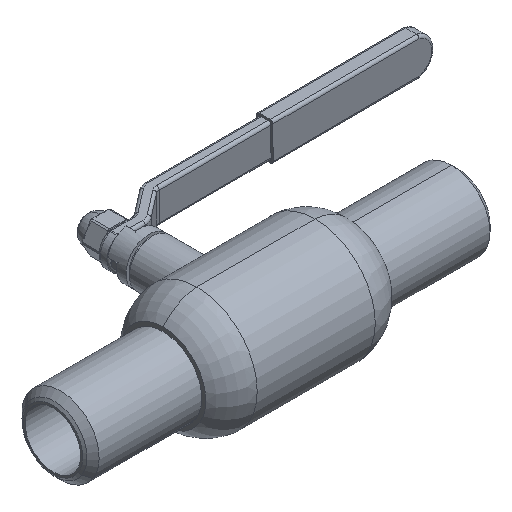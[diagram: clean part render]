
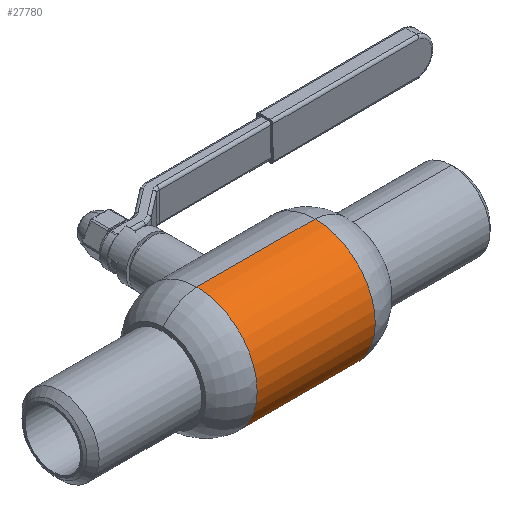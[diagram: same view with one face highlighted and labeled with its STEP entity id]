
A CAD part, isometric view. The second image highlights one B-rep face of the part: STEP entity #27780.
In plain terms, the highlighted cylindrical face has radius 44.5 mm (diameter 89 mm), a partial arc.
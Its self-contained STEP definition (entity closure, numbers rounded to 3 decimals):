
#1584 = AXIS2_PLACEMENT_3D ( 'NONE', #31935, #13769, #21417 ) ;
#2008 = CARTESIAN_POINT ( 'NONE',  ( -43.6, 0., -44.5 ) ) ;
#2237 = CARTESIAN_POINT ( 'NONE',  ( 43.6, 0., -44.5 ) ) ;
#2477 = LINE ( 'NONE', #18274, #4641 ) ;
#3592 = VERTEX_POINT ( 'NONE', #12912 ) ;
#4264 = CARTESIAN_POINT ( 'NONE',  ( 0., 0., 0. ) ) ;
#4641 = VECTOR ( 'NONE', #23641, 1000. ) ;
#6280 = CARTESIAN_POINT ( 'NONE',  ( -43.6, 0., 44.5 ) ) ;
#6332 = VERTEX_POINT ( 'NONE', #2237 ) ;
#7649 = ORIENTED_EDGE ( 'NONE', *, *, #22567, .T. ) ;
#10151 = DIRECTION ( 'NONE',  ( -1., 0., 0. ) ) ;
#10781 = VERTEX_POINT ( 'NONE', #2008 ) ;
#10986 = CIRCLE ( 'NONE', #1584, 44.5 ) ;
#12505 = DIRECTION ( 'NONE',  ( -1., 0., 0. ) ) ;
#12912 = CARTESIAN_POINT ( 'NONE',  ( 43.6, 0., 44.5 ) ) ;
#13769 = DIRECTION ( 'NONE',  ( -1., 0., 0. ) ) ;
#14328 = CYLINDRICAL_SURFACE ( 'NONE', #25548, 44.5 ) ;
#14710 = EDGE_CURVE ( 'NONE', #6332, #10781, #2477, .T. ) ;
#14780 = VERTEX_POINT ( 'NONE', #6280 ) ;
#14841 = CARTESIAN_POINT ( 'NONE',  ( 0., 0., 44.5 ) ) ;
#16949 = FACE_OUTER_BOUND ( 'NONE', #17267, .T. ) ;
#17267 = EDGE_LOOP ( 'NONE', ( #29599, #17601, #7649, #25513 ) ) ;
#17601 = ORIENTED_EDGE ( 'NONE', *, *, #33407, .T. ) ;
#17972 = LINE ( 'NONE', #14841, #26513 ) ;
#18274 = CARTESIAN_POINT ( 'NONE',  ( 0., 0., -44.5 ) ) ;
#20397 = EDGE_CURVE ( 'NONE', #10781, #14780, #10986, .T. ) ;
#20621 = AXIS2_PLACEMENT_3D ( 'NONE', #33953, #12505, #26334 ) ;
#21417 = DIRECTION ( 'NONE',  ( 0., 0., 1. ) ) ;
#22567 = EDGE_CURVE ( 'NONE', #3592, #14780, #17972, .T. ) ;
#23641 = DIRECTION ( 'NONE',  ( -1., 0., 0. ) ) ;
#23930 = CIRCLE ( 'NONE', #20621, 44.5 ) ;
#25513 = ORIENTED_EDGE ( 'NONE', *, *, #20397, .F. ) ;
#25548 = AXIS2_PLACEMENT_3D ( 'NONE', #4264, #27469, #30764 ) ;
#26334 = DIRECTION ( 'NONE',  ( 0., 0., 1. ) ) ;
#26513 = VECTOR ( 'NONE', #10151, 1000. ) ;
#27469 = DIRECTION ( 'NONE',  ( -1., 0., 0. ) ) ;
#27780 = ADVANCED_FACE ( 'NONE', ( #16949 ), #14328, .T. ) ;
#29599 = ORIENTED_EDGE ( 'NONE', *, *, #14710, .F. ) ;
#30764 = DIRECTION ( 'NONE',  ( 0., 0., 1. ) ) ;
#31935 = CARTESIAN_POINT ( 'NONE',  ( -43.6, 0., 0. ) ) ;
#33407 = EDGE_CURVE ( 'NONE', #6332, #3592, #23930, .T. ) ;
#33953 = CARTESIAN_POINT ( 'NONE',  ( 43.6, 0., 0. ) ) ;
